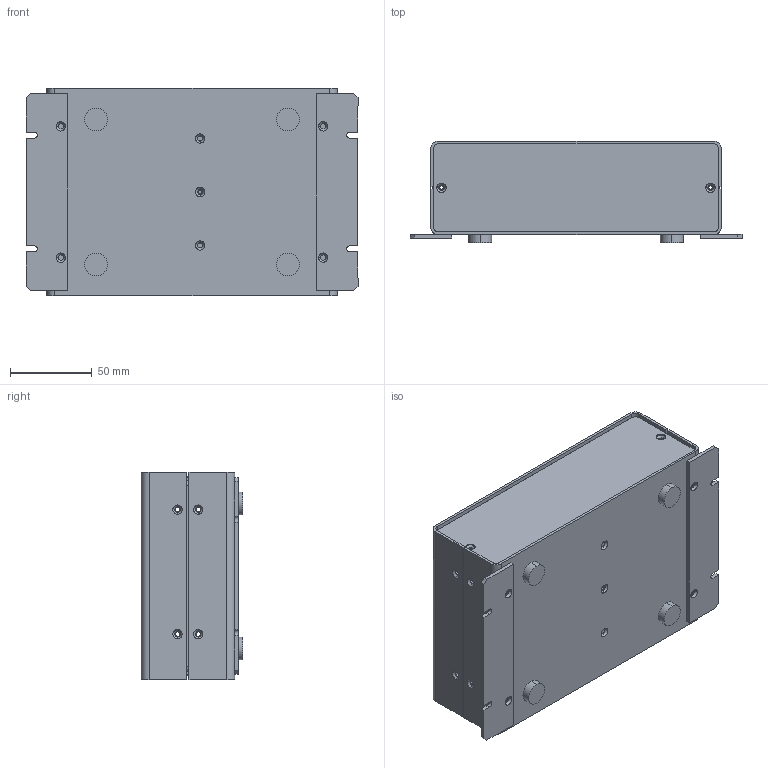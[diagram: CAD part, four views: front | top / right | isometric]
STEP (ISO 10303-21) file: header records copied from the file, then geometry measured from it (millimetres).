
FILE_DESCRIPTION (( 'STEP AP214' ), '1' );
FILE_NAME ('P000.STEP', '2023-04-13T23:05:40', ( '' ), ( '' ), 'SwSTEP 2.0', 'SolidWorks 2022', '' );
FILE_SCHEMA (( 'AUTOMOTIVE_DESIGN' ));
Length unit declared in the file: inch
Products named in the file (10): 23m002a; PCB2; P000; Overlay; Rubber feet; 23m005b; 23M003A; standoff; Front Panel2; 23m001a
Assembly tree (20 placements, depth 2):
  P000
    23m001a
    23m002a
    23M003A  x2
    PCB2
    Rubber feet  x4
    23m005b  x2
    Front Panel2  x2
    Overlay  x2
    standoff  x5
Bounding box: 203.2 x 62.1 x 127 mm (x, y, z)
Volume: 196030.3 mm3; surface area: 265134 mm2
Topology: 20 solids, 20 shells, 486 faces, 1260 edges, 818 vertices
Faces by surface type: cylinder 298, plane 138, cone 50
Entity records: 12176 total; most frequent: DIRECTION 2200, CARTESIAN_POINT 1934, ORIENTED_EDGE 1892, EDGE_CURVE 946, AXIS2_PLACEMENT_3D 880, VERTEX_POINT 614, EDGE_LOOP 556, CIRCLE 506
